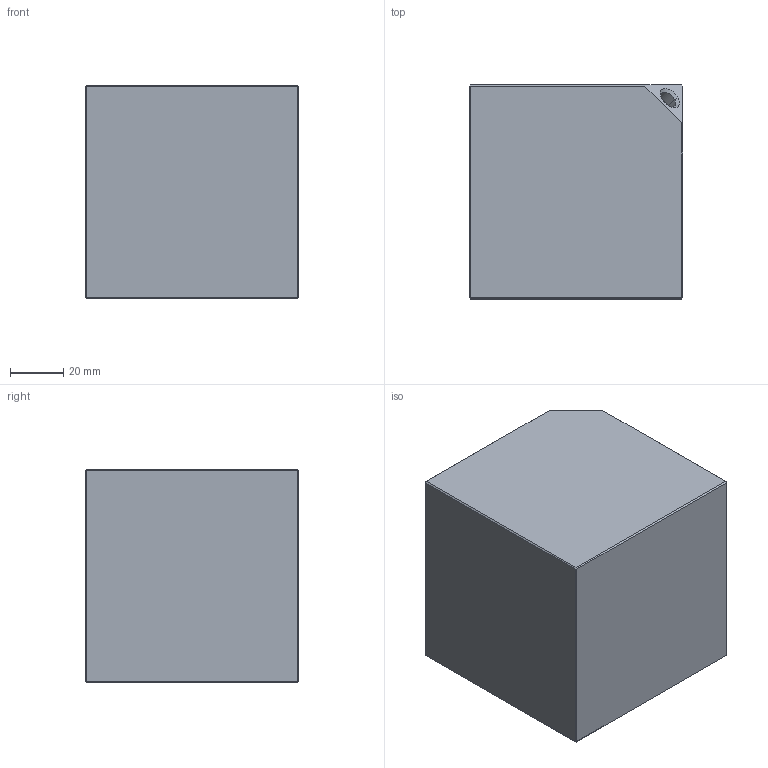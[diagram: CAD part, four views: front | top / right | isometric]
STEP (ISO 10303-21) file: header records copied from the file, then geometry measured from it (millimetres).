
FILE_DESCRIPTION (( 'STEP AP203' ), '1' );
FILE_NAME ('166-80-VA-M8.step', '2019-08-23T09:32:20', ( '' ), ( '' ), 'SwSTEP 2.0', 'SolidWorks 2015', '' );
FILE_SCHEMA (( 'CONFIG_CONTROL_DESIGN' ));
Length unit declared in the file: millimetre
Products named in the file (1): 166-80-VA-M8
Bounding box: 80 x 80 x 80 mm (x, y, z)
Volume: 73059.6 mm3; surface area: 72491.6 mm2
Topology: 1 solids, 1 shells, 286 faces, 730 edges, 479 vertices
Faces by surface type: plane 173, bspline 109, cone 2, cylinder 2
Entity records: 14395 total; most frequent: CARTESIAN_POINT 8141, ORIENTED_EDGE 1460, DIRECTION 874, EDGE_CURVE 730, VECTOR 506, LINE 506, VERTEX_POINT 479, EDGE_LOOP 319
